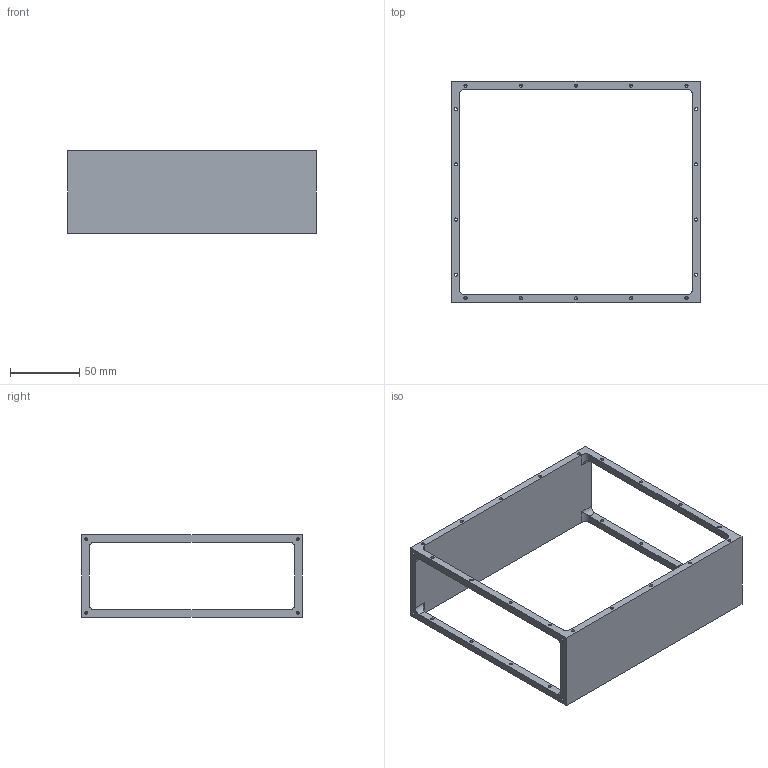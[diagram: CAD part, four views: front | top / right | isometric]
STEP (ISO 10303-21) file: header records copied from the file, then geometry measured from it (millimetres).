
FILE_DESCRIPTION (( 'STEP AP203' ), '1' );
FILE_NAME ('Frame_v1trim.STEP', '2020-04-01T15:16:11', ( '' ), ( '' ), 'SwSTEP 2.0', 'SolidWorks 2019', '' );
FILE_SCHEMA (( 'CONFIG_CONTROL_DESIGN' ));
Length unit declared in the file: millimetre
Products named in the file (1): Frame_v1trim
Bounding box: 180 x 160 x 60 mm (x, y, z)
Volume: 135902.5 mm3; surface area: 63378.1 mm2
Topology: 1 solids, 1 shells, 176 faces, 464 edges, 260 vertices
Faces by surface type: cylinder 104, cone 56, plane 16
Entity records: 5189 total; most frequent: DIRECTION 946, CARTESIAN_POINT 869, ORIENTED_EDGE 816, EDGE_CURVE 408, AXIS2_PLACEMENT_3D 369, VERTEX_POINT 260, EDGE_LOOP 240, LINE 208
